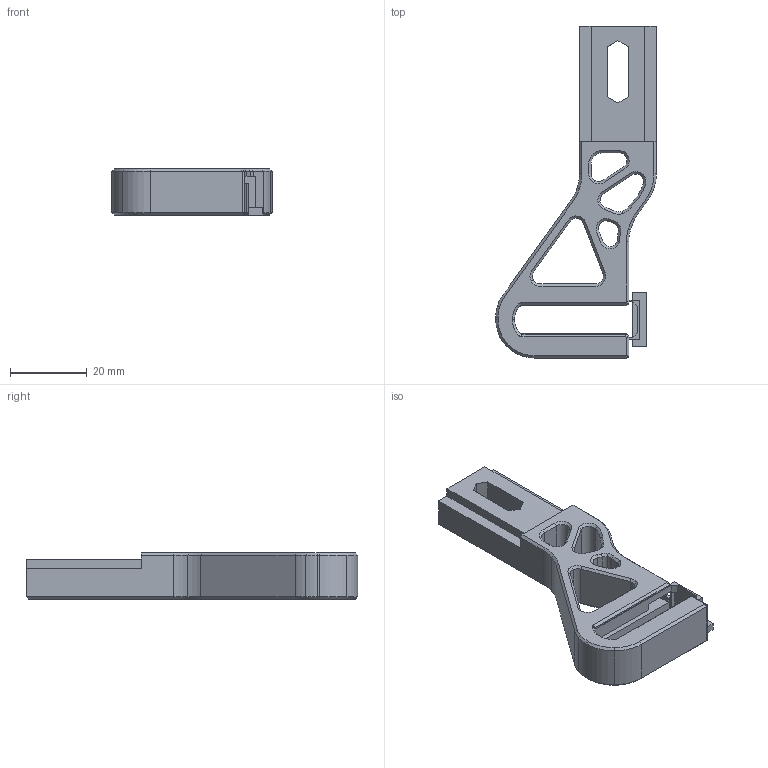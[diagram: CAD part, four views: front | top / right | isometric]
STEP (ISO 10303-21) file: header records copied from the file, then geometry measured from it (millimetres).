
FILE_DESCRIPTION(('STEP AP214'),'1');
FILE_NAME('Gantry_Face_Mount_90dock_Dock.stp','2022-06-27T22:46:36',(' '),(' '),'Spatial InterOp 3D',' ',' ');
FILE_SCHEMA(('automotive_design'));
Length unit declared in the file: inch
Products named in the file (3): 1; 2; 3
Bounding box: 41.85 x 86.52 x 12 mm (x, y, z)
Volume: 14572.4 mm3; surface area: 9765.8 mm2
Topology: 3 solids, 3 shells, 341 faces, 861 edges, 524 vertices
Faces by surface type: plane 187, cone 92, cylinder 62
Entity records: 12882 total; most frequent: CARTESIAN_POINT 1849, DIRECTION 1731, ORIENTED_EDGE 1716, EDGE_CURVE 858, LINE 613, VECTOR 613, AXIS2_PLACEMENT_3D 559, VERTEX_POINT 524
